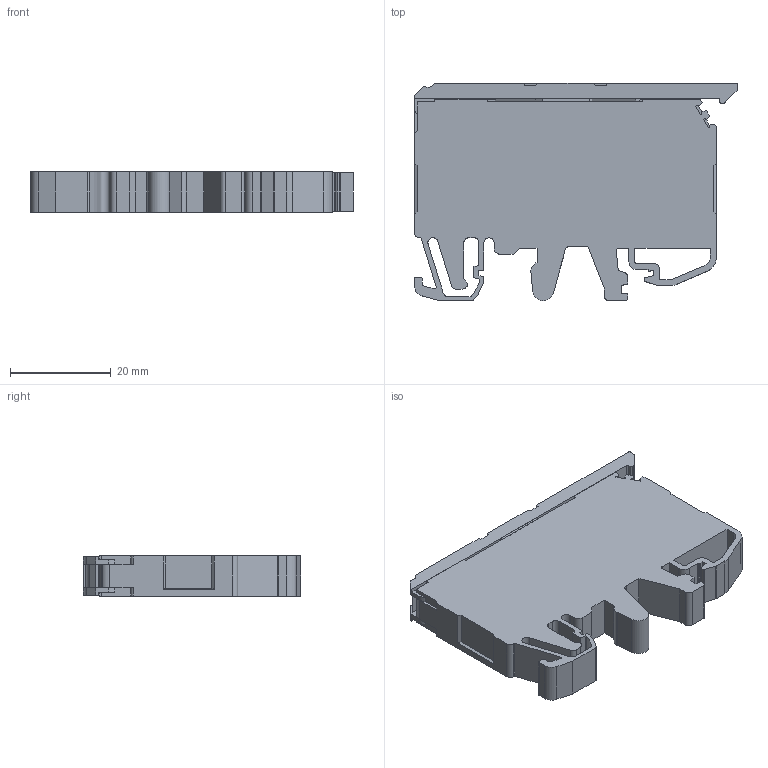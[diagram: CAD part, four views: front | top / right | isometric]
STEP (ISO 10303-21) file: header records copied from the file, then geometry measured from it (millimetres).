
FILE_DESCRIPTION (( 'STEP AP214' ), '1' );
FILE_NAME ('351109_ASK 2 S_GR.STP', '2015-08-10T05:28:30', ( '' ), ( '' ), 'SwSTEP 2.0', 'SolidWorks 2015', '' );
FILE_SCHEMA (( 'AUTOMOTIVE_DESIGN' ));
Length unit declared in the file: millimetre
Products named in the file (1): 351109_ASK 2 S_GR
Bounding box: 64.18 x 43.2 x 8 mm (x, y, z)
Volume: 16766.6 mm3; surface area: 8218.3 mm2
Topology: 1 solids, 2 shells, 282 faces, 807 edges, 536 vertices
Faces by surface type: plane 199, cylinder 83
Entity records: 11969 total; most frequent: CARTESIAN_POINT 1626, ORIENTED_EDGE 1614, DIRECTION 1541, EDGE_CURVE 807, LINE 639, VECTOR 639, VERTEX_POINT 536, AXIS2_PLACEMENT_3D 451
